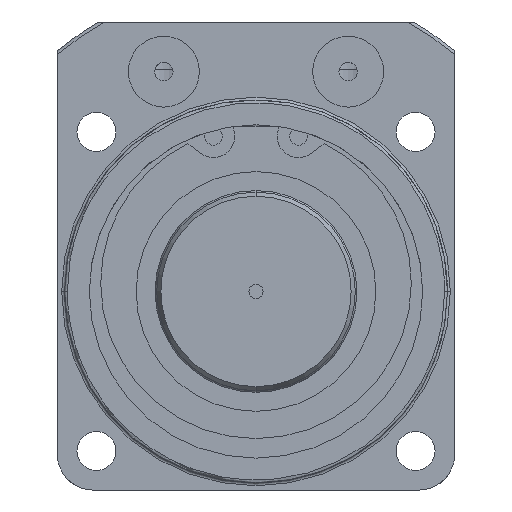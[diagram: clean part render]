
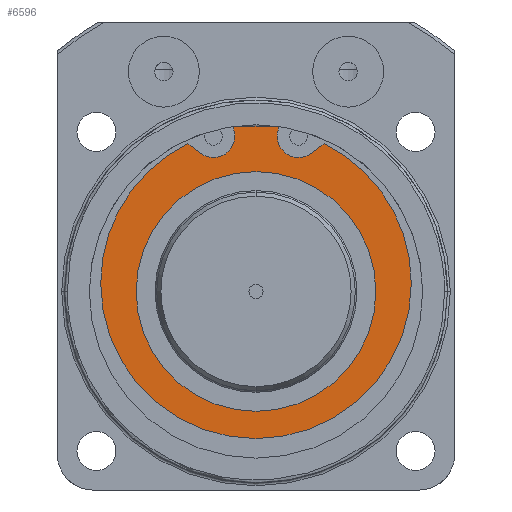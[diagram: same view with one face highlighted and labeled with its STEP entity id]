
A CAD part, front view. The second image highlights one B-rep face of the part: STEP entity #6596.
In plain terms, the highlighted planar face has unit normal (0, -1, 0).
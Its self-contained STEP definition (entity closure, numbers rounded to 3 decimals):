
#196 = ORIENTED_EDGE ( 'NONE', *, *, #6923, .T. ) ;
#197 = ORIENTED_EDGE ( 'NONE', *, *, #6927, .T. ) ;
#198 = ORIENTED_EDGE ( 'NONE', *, *, #6951, .T. ) ;
#199 = ORIENTED_EDGE ( 'NONE', *, *, #6950, .T. ) ;
#200 = ORIENTED_EDGE ( 'NONE', *, *, #6949, .T. ) ;
#201 = ORIENTED_EDGE ( 'NONE', *, *, #6915, .T. ) ;
#202 = ORIENTED_EDGE ( 'NONE', *, *, #3560, .T. ) ;
#203 = ORIENTED_EDGE ( 'NONE', *, *, #6918, .T. ) ;
#204 = ORIENTED_EDGE ( 'NONE', *, *, #6920, .T. ) ;
#205 = ORIENTED_EDGE ( 'NONE', *, *, #3567, .T. ) ;
#206 = ORIENTED_EDGE ( 'NONE', *, *, #3564, .T. ) ;
#209 = ORIENTED_EDGE ( 'NONE', *, *, #3558, .T. ) ;
#210 = ORIENTED_EDGE ( 'NONE', *, *, #6911, .T. ) ;
#1475 = AXIS2_PLACEMENT_3D ( 'NONE', #8147, #8146, #8145 ) ;
#2700 = CARTESIAN_POINT ( 'NONE',  ( -16.9, -89.6, 0. ) ) ;
#2732 = CARTESIAN_POINT ( 'NONE',  ( 21.9, -89.6, 1.15 ) ) ;
#2736 = CARTESIAN_POINT ( 'NONE',  ( -21.9, -89.6, 1.15 ) ) ;
#2761 = CARTESIAN_POINT ( 'NONE',  ( 7.79, -89.6, 19.477 ) ) ;
#2780 = CARTESIAN_POINT ( 'NONE',  ( 16.9, -89.6, 0. ) ) ;
#2820 = CARTESIAN_POINT ( 'NONE',  ( 3.247, -89.6, 23.275 ) ) ;
#2838 = CARTESIAN_POINT ( 'NONE',  ( -9.609, -89.6, 20.829 ) ) ;
#2878 = CARTESIAN_POINT ( 'NONE',  ( 3.081, -89.6, 22.578 ) ) ;
#2880 = CARTESIAN_POINT ( 'NONE',  ( 9.609, -89.6, 20.829 ) ) ;
#2890 = CARTESIAN_POINT ( 'NONE',  ( -7.79, -89.6, 19.477 ) ) ;
#2909 = CARTESIAN_POINT ( 'NONE',  ( -3.081, -89.6, 22.578 ) ) ;
#2931 = CARTESIAN_POINT ( 'NONE',  ( 3., -89.6, 21.884 ) ) ;
#2932 = CARTESIAN_POINT ( 'NONE',  ( -3.247, -89.6, 23.275 ) ) ;
#3443 = CIRCLE ( 'NONE', #4417, 3. ) ;
#3460 = LINE ( 'NONE', #8159, #3489 ) ;
#3483 = LINE ( 'NONE', #8151, #3485 ) ;
#3485 = VECTOR ( 'NONE', #8154, 1000. ) ;
#3488 = CIRCLE ( 'NONE', #1475, 23.5 ) ;
#3489 = VECTOR ( 'NONE', #8149, 1000. ) ;
#3558 = EDGE_CURVE ( 'NONE', #9109, #8844, #9084, .T. ) ;
#3560 = EDGE_CURVE ( 'NONE', #8917, #8452, #8629, .T. ) ;
#3564 = EDGE_CURVE ( 'NONE', #8748, #8967, #8516, .T. ) ;
#3567 = EDGE_CURVE ( 'NONE', #8967, #8980, #8518, .T. ) ;
#3919 = AXIS2_PLACEMENT_3D ( 'NONE', #11055, #11054, #11053 ) ;
#3920 = AXIS2_PLACEMENT_3D ( 'NONE', #11047, #11046, #11044 ) ;
#3922 = AXIS2_PLACEMENT_3D ( 'NONE', #11025, #11023, #11021 ) ;
#3924 = AXIS2_PLACEMENT_3D ( 'NONE', #11002, #11000, #10999 ) ;
#4289 = AXIS2_PLACEMENT_3D ( 'NONE', #5163, #5157, #5156 ) ;
#4410 = AXIS2_PLACEMENT_3D ( 'NONE', #4685, #4684, #4683 ) ;
#4412 = AXIS2_PLACEMENT_3D ( 'NONE', #4672, #4671, #4670 ) ;
#4414 = AXIS2_PLACEMENT_3D ( 'NONE', #4656, #4655, #4654 ) ;
#4417 = AXIS2_PLACEMENT_3D ( 'NONE', #4639, #4638, #4637 ) ;
#4637 = DIRECTION ( 'NONE',  ( -1., 0., 0. ) ) ;
#4638 = DIRECTION ( 'NONE',  ( 0., 1., 0. ) ) ;
#4639 = CARTESIAN_POINT ( 'NONE',  ( -6., -89.6, 21.884 ) ) ;
#4650 = DIRECTION ( 'NONE',  ( -0.803, 0., 0.597 ) ) ;
#4651 = CARTESIAN_POINT ( 'NONE',  ( -7.79, -89.6, 19.477 ) ) ;
#4654 = DIRECTION ( 'NONE',  ( -1., 0., 0. ) ) ;
#4655 = DIRECTION ( 'NONE',  ( 0., -1., 0. ) ) ;
#4656 = CARTESIAN_POINT ( 'NONE',  ( 0., -89.6, 1.15 ) ) ;
#4667 = DIRECTION ( 'NONE',  ( -0.803, 0., -0.597 ) ) ;
#4668 = CARTESIAN_POINT ( 'NONE',  ( 9.609, -89.6, 20.829 ) ) ;
#4670 = DIRECTION ( 'NONE',  ( -1., 0., 0. ) ) ;
#4671 = DIRECTION ( 'NONE',  ( 0., 1., 0. ) ) ;
#4672 = CARTESIAN_POINT ( 'NONE',  ( 6., -89.6, 21.884 ) ) ;
#4683 = DIRECTION ( 'NONE',  ( 1., 0., 0. ) ) ;
#4684 = DIRECTION ( 'NONE',  ( 0., 1., 0. ) ) ;
#4685 = CARTESIAN_POINT ( 'NONE',  ( 0., -89.6, 0. ) ) ;
#5156 = DIRECTION ( 'NONE',  ( 1., 0., 0. ) ) ;
#5157 = DIRECTION ( 'NONE',  ( 0., -1., 0. ) ) ;
#5162 = PLANE ( 'NONE',  #4289 ) ;
#5163 = CARTESIAN_POINT ( 'NONE',  ( -23.5, -89.6, 0. ) ) ;
#5871 = CIRCLE ( 'NONE', #4414, 21.9 ) ;
#5907 = VECTOR ( 'NONE', #4650, 1000. ) ;
#5932 = LINE ( 'NONE', #4668, #5936 ) ;
#5936 = VECTOR ( 'NONE', #4667, 1000. ) ;
#6152 = CIRCLE ( 'NONE', #4410, 16.9 ) ;
#6260 = FACE_BOUND ( 'NONE', #9030, .T. ) ;
#6268 = FACE_OUTER_BOUND ( 'NONE', #9043, .T. ) ;
#6283 = CIRCLE ( 'NONE', #4412, 3. ) ;
#6357 = LINE ( 'NONE', #4651, #5907 ) ;
#6596 = ADVANCED_FACE ( 'NONE', ( #6260, #6268 ), #5162, .T. ) ;
#6911 = EDGE_CURVE ( 'NONE', #8844, #9109, #6152, .T. ) ;
#6915 = EDGE_CURVE ( 'NONE', #8452, #8517, #6283, .T. ) ;
#6918 = EDGE_CURVE ( 'NONE', #8721, #8917, #5932, .T. ) ;
#6920 = EDGE_CURVE ( 'NONE', #8980, #8721, #5871, .T. ) ;
#6923 = EDGE_CURVE ( 'NONE', #8493, #8748, #6357, .T. ) ;
#6927 = EDGE_CURVE ( 'NONE', #8474, #8493, #3443, .T. ) ;
#6949 = EDGE_CURVE ( 'NONE', #8517, #8766, #3460, .T. ) ;
#6950 = EDGE_CURVE ( 'NONE', #8766, #8451, #3488, .T. ) ;
#6951 = EDGE_CURVE ( 'NONE', #8451, #8474, #3483, .T. ) ;
#8145 = DIRECTION ( 'NONE',  ( 1., 0., 0. ) ) ;
#8146 = DIRECTION ( 'NONE',  ( 0., -1., 0. ) ) ;
#8147 = CARTESIAN_POINT ( 'NONE',  ( 0., -89.6, 0. ) ) ;
#8149 = DIRECTION ( 'NONE',  ( 0.231, 0., 0.973 ) ) ;
#8151 = CARTESIAN_POINT ( 'NONE',  ( -3.081, -89.6, 22.578 ) ) ;
#8154 = DIRECTION ( 'NONE',  ( 0.231, 0., -0.973 ) ) ;
#8159 = CARTESIAN_POINT ( 'NONE',  ( 3.081, -89.6, 22.578 ) ) ;
#8451 = VERTEX_POINT ( 'NONE', #2932 ) ;
#8452 = VERTEX_POINT ( 'NONE', #2931 ) ;
#8474 = VERTEX_POINT ( 'NONE', #2909 ) ;
#8493 = VERTEX_POINT ( 'NONE', #2890 ) ;
#8516 = CIRCLE ( 'NONE', #3922, 21.9 ) ;
#8517 = VERTEX_POINT ( 'NONE', #2878 ) ;
#8518 = CIRCLE ( 'NONE', #3924, 21.9 ) ;
#8629 = CIRCLE ( 'NONE', #3920, 3. ) ;
#8721 = VERTEX_POINT ( 'NONE', #2880 ) ;
#8748 = VERTEX_POINT ( 'NONE', #2838 ) ;
#8766 = VERTEX_POINT ( 'NONE', #2820 ) ;
#8844 = VERTEX_POINT ( 'NONE', #2780 ) ;
#8917 = VERTEX_POINT ( 'NONE', #2761 ) ;
#8967 = VERTEX_POINT ( 'NONE', #2736 ) ;
#8980 = VERTEX_POINT ( 'NONE', #2732 ) ;
#9030 = EDGE_LOOP ( 'NONE', ( #210, #209 ) ) ;
#9043 = EDGE_LOOP ( 'NONE', ( #206, #205, #204, #203, #202, #201, #200, #199, #198, #197, #196 ) ) ;
#9084 = CIRCLE ( 'NONE', #3919, 16.9 ) ;
#9109 = VERTEX_POINT ( 'NONE', #2700 ) ;
#10999 = DIRECTION ( 'NONE',  ( -1., 0., 0. ) ) ;
#11000 = DIRECTION ( 'NONE',  ( 0., -1., 0. ) ) ;
#11002 = CARTESIAN_POINT ( 'NONE',  ( 0., -89.6, 1.15 ) ) ;
#11021 = DIRECTION ( 'NONE',  ( -1., 0., 0. ) ) ;
#11023 = DIRECTION ( 'NONE',  ( 0., -1., 0. ) ) ;
#11025 = CARTESIAN_POINT ( 'NONE',  ( 0., -89.6, 1.15 ) ) ;
#11044 = DIRECTION ( 'NONE',  ( -1., 0., 0. ) ) ;
#11046 = DIRECTION ( 'NONE',  ( 0., 1., 0. ) ) ;
#11047 = CARTESIAN_POINT ( 'NONE',  ( 6., -89.6, 21.884 ) ) ;
#11053 = DIRECTION ( 'NONE',  ( 1., 0., 0. ) ) ;
#11054 = DIRECTION ( 'NONE',  ( 0., 1., 0. ) ) ;
#11055 = CARTESIAN_POINT ( 'NONE',  ( 0., -89.6, 0. ) ) ;
